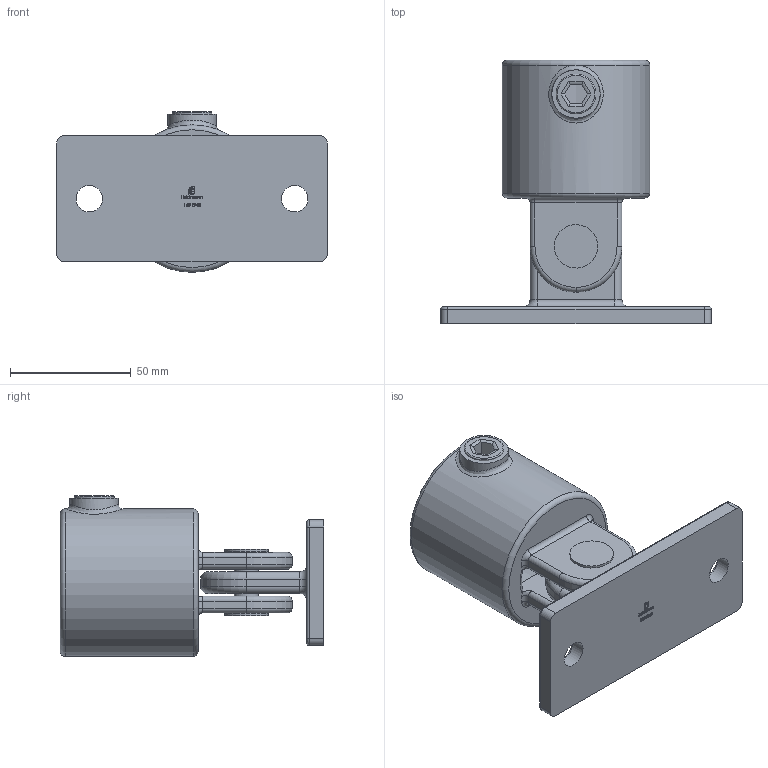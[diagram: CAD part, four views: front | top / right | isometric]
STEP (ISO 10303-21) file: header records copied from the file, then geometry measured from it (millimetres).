
FILE_DESCRIPTION (( 'STEP AP203' ), '1' );
FILE_NAME ('169-D48.STEP', '2024-01-25T14:17:09', ( '' ), ( '' ), 'SwSTEP 2.0', 'SolidWorks 2018', '' );
FILE_SCHEMA (( 'CONFIG_CONTROL_DESIGN' ));
Length unit declared in the file: millimetre
Products named in the file (5): 169-D48 Teil4_169-D48 Teil4; 169-D48 Teil1_169-D48 Teil1; 169-D48 Teil3_169-D48 Teil3; 169-D48; 169-D48 Teil2_169-D48 Teil2
Assembly tree (4 placements, depth 2):
  169-D48
    169-D48 Teil1_169-D48 Teil1
    169-D48 Teil2_169-D48 Teil2
    169-D48 Teil4_169-D48 Teil4
    169-D48 Teil3_169-D48 Teil3
Bounding box: 112 x 109 x 66.5 mm (x, y, z)
Volume: 130784.3 mm3; surface area: 50776.3 mm2
Topology: 4 solids, 4 shells, 382 faces, 973 edges, 627 vertices
Faces by surface type: plane 170, bspline 111, cylinder 62, torus 39
Full cylindrical faces by diameter (mm): 10 x1, 10.5 x3, 11 x2, 15.25 x1, 16.5 x1, 18 x2, 20 x1, 51 x1, 61 x1
Entity records: 17397 total; most frequent: CARTESIAN_POINT 8485, ORIENTED_EDGE 1878, DIRECTION 1393, EDGE_CURVE 939, VERTEX_POINT 619, VECTOR 555, LINE 555, EDGE_LOOP 452
